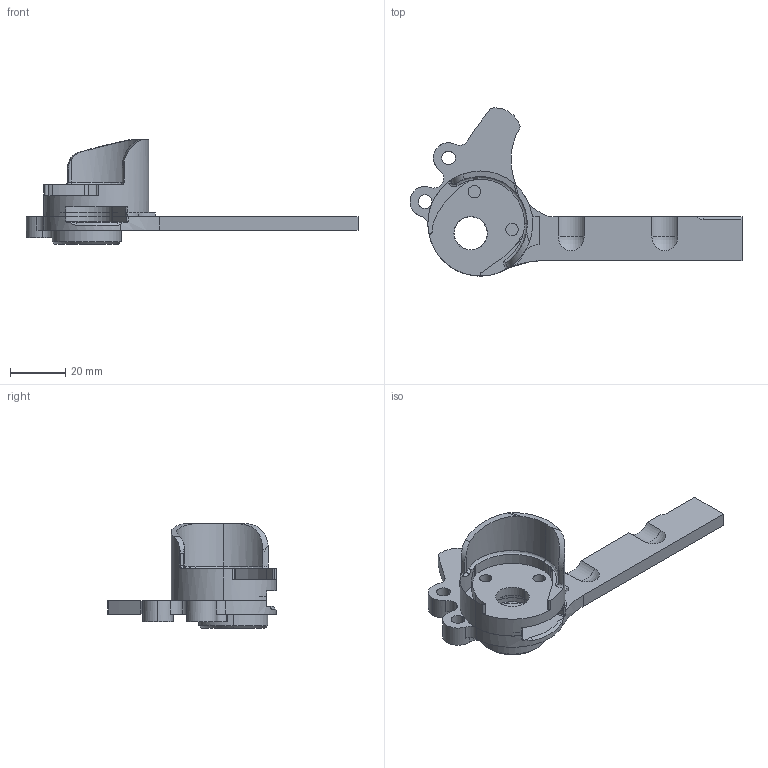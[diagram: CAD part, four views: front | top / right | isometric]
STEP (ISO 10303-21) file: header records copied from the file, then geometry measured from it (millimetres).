
FILE_DESCRIPTION (( 'STEP AP214' ), '1' );
FILE_NAME ('DR2087L.STEP', '2018-11-26T17:07:12', ( 'JeffCAD' ), ( 'Microsoft' ), 'SwSTEP 2.0', 'SolidWorks 2018', '' );
FILE_SCHEMA (( 'AUTOMOTIVE_DESIGN' ));
Length unit declared in the file: millimetre
Products named in the file (1): DR2087L
Bounding box: 120.52 x 61.06 x 38.09 mm (x, y, z)
Volume: 24601.7 mm3; surface area: 14292.9 mm2
Topology: 2 solids, 2 shells, 123 faces, 334 edges, 215 vertices
Faces by surface type: cylinder 70, plane 27, cone 14, torus 12
Entity records: 4189 total; most frequent: CARTESIAN_POINT 917, DIRECTION 726, ORIENTED_EDGE 668, EDGE_CURVE 334, AXIS2_PLACEMENT_3D 296, VERTEX_POINT 215, CIRCLE 172, EDGE_LOOP 135
